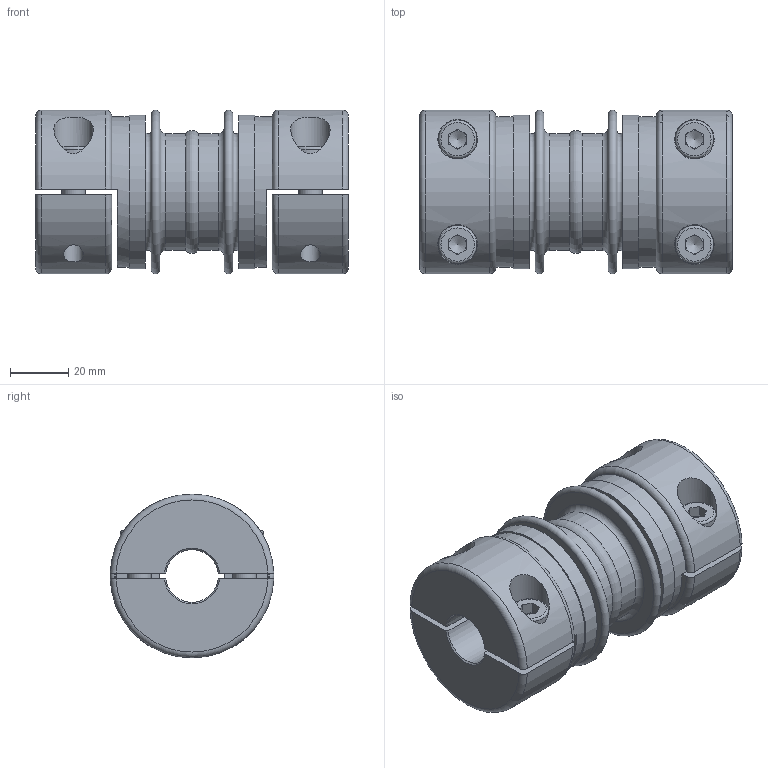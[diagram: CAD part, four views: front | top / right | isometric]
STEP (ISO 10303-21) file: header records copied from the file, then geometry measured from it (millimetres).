
FILE_DESCRIPTION( ( 'Unknown' ), '1' );
FILE_NAME( 'KRH 40.stp', 'Unknown', ( 'Unknown' ), ( 'Unknown' ), 'PSStep 10.1', 'Unknown', ' ' );
FILE_SCHEMA( ( 'AUTOMOTIVE_DESIGN { 1 0 10303 214 1 1 1 1 }' ) );
Length unit declared in the file: millimetre
Products named in the file (1): KT101716
Bounding box: 107 x 56 x 56 mm (x, y, z)
Volume: 152795.9 mm3; surface area: 49507 mm2
Topology: 1 solids, 1 shells, 158 faces, 365 edges, 237 vertices
Faces by surface type: plane 94, cylinder 37, torus 19, cone 8
Full cylindrical faces by diameter (mm): 6.8 x4, 8 x4, 8.6 x4, 13 x4, 13.5 x4, 22 x2, 38.4 x1, 40 x2, 51.6 x2, 52.6 x2
Entity records: 6072 total; most frequent: CARTESIAN_POINT 1495, DIRECTION 698, ORIENTED_EDGE 584, EDGE_CURVE 292, AXIS2_PLACEMENT_3D 279, EDGE_LOOP 236, VERTEX_POINT 212, FACE_OUTER_BOUND 198
